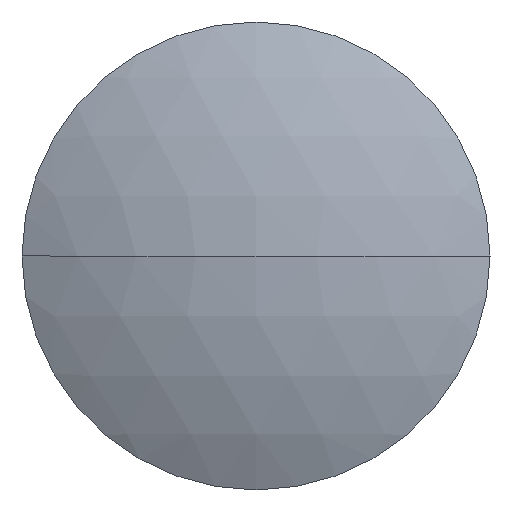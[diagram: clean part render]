
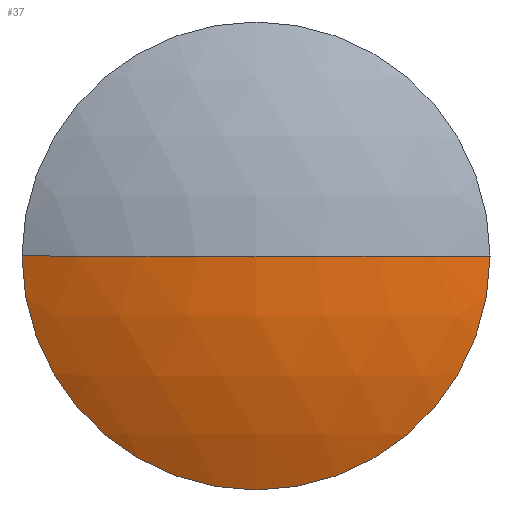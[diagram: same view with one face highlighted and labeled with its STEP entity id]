
A CAD part, left-side view. The second image highlights one B-rep face of the part: STEP entity #37.
In plain terms, the highlighted spherical face has radius 56.6 mm.
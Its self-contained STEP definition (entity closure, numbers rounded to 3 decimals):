
#8 = SPHERICAL_SURFACE ( 'NONE', #54, 56.6 ) ;
#12 = CARTESIAN_POINT ( 'NONE',  ( 251.019, 130.434, 0. ) ) ;
#29 = CARTESIAN_POINT ( 'NONE',  ( 301.799, 130.434, 0. ) ) ;
#37 = ADVANCED_FACE ( 'NONE', ( #139 ), #8, .T. ) ;
#40 = DIRECTION ( 'NONE',  ( 0., 0., 1. ) ) ;
#52 = CIRCLE ( 'NONE', #145, 56.6 ) ;
#54 = AXIS2_PLACEMENT_3D ( 'NONE', #127, #183, #123 ) ;
#55 = VERTEX_POINT ( 'NONE', #69 ) ;
#57 = CIRCLE ( 'NONE', #59, 56.6 ) ;
#59 = AXIS2_PLACEMENT_3D ( 'NONE', #29, #40, #190 ) ;
#69 = CARTESIAN_POINT ( 'NONE',  ( 245.199, 130.434, 0. ) ) ;
#75 = CARTESIAN_POINT ( 'NONE',  ( 251.019, 155.434, 0. ) ) ;
#89 = AXIS2_PLACEMENT_3D ( 'NONE', #12, #117, #149 ) ;
#107 = ORIENTED_EDGE ( 'NONE', *, *, #119, .F. ) ;
#111 = ORIENTED_EDGE ( 'NONE', *, *, #150, .T. ) ;
#117 = DIRECTION ( 'NONE',  ( -1., 0., 0. ) ) ;
#118 = DIRECTION ( 'NONE',  ( 0., 1., 0. ) ) ;
#119 = EDGE_CURVE ( 'NONE', #143, #55, #57, .T. ) ;
#123 = DIRECTION ( 'NONE',  ( 0., 1., 0. ) ) ;
#127 = CARTESIAN_POINT ( 'NONE',  ( 301.799, 130.434, 0. ) ) ;
#132 = DIRECTION ( 'NONE',  ( 0., 0., -1. ) ) ;
#139 = FACE_OUTER_BOUND ( 'NONE', #142, .T. ) ;
#142 = EDGE_LOOP ( 'NONE', ( #172, #111, #107 ) ) ;
#143 = VERTEX_POINT ( 'NONE', #75 ) ;
#145 = AXIS2_PLACEMENT_3D ( 'NONE', #164, #132, #118 ) ;
#149 = DIRECTION ( 'NONE',  ( 0., -1., 0. ) ) ;
#150 = EDGE_CURVE ( 'NONE', #179, #55, #52, .T. ) ;
#160 = CARTESIAN_POINT ( 'NONE',  ( 251.019, 105.434, 0. ) ) ;
#164 = CARTESIAN_POINT ( 'NONE',  ( 301.799, 130.434, 0. ) ) ;
#165 = EDGE_CURVE ( 'NONE', #143, #179, #191, .T. ) ;
#172 = ORIENTED_EDGE ( 'NONE', *, *, #165, .T. ) ;
#179 = VERTEX_POINT ( 'NONE', #160 ) ;
#183 = DIRECTION ( 'NONE',  ( 0., 0., -1. ) ) ;
#190 = DIRECTION ( 'NONE',  ( 1., 0., 0. ) ) ;
#191 = CIRCLE ( 'NONE', #89, 25. ) ;
